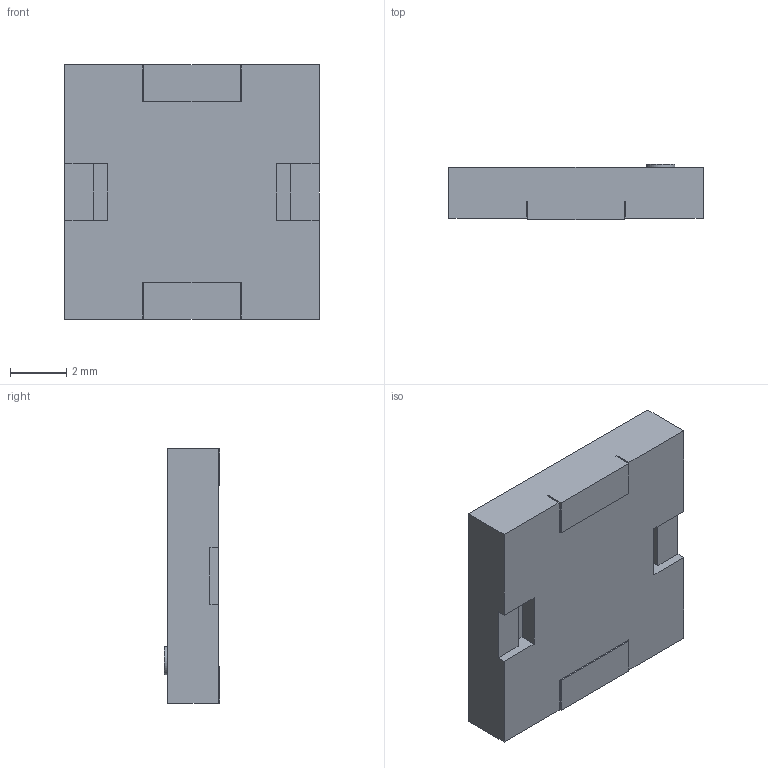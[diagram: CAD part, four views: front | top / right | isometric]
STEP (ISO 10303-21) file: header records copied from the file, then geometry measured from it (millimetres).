
FILE_DESCRIPTION(/* description */ (''),/* implementation_level */ '2;1');
FILE_NAME(/* name */ 'SMTB-0940-T-3V-R.ipt.step',/* time_stamp */ '2024-02-07T22:44:28-05:00',/* author */ ('mckenna'),/* organization */ (''),/* preprocessor_version */ 'ST-DEVELOPER v20',/* originating_system */ 'Autodesk Inventor 2024',/* authorisation */ '');
FILE_SCHEMA (('AUTOMOTIVE_DESIGN { 1 0 10303 214 3 1 1 }'));
Length unit declared in the file: millimetre
Products named in the file (1): SMTB-0940-T-3V-R
Bounding box: 9 x 1.97 x 9 mm (x, y, z)
Volume: 102 mm3; surface area: 503.7 mm2
Topology: 1 solids, 2 shells, 89 faces, 246 edges, 160 vertices
Faces by surface type: plane 83, cylinder 6
Full cylindrical faces by diameter (mm): 0.5 x1, 1 x1
Entity records: 2825 total; most frequent: CARTESIAN_POINT 496, ORIENTED_EDGE 492, DIRECTION 438, EDGE_CURVE 246, LINE 234, VECTOR 234, VERTEX_POINT 160, AXIS2_PLACEMENT_3D 102
